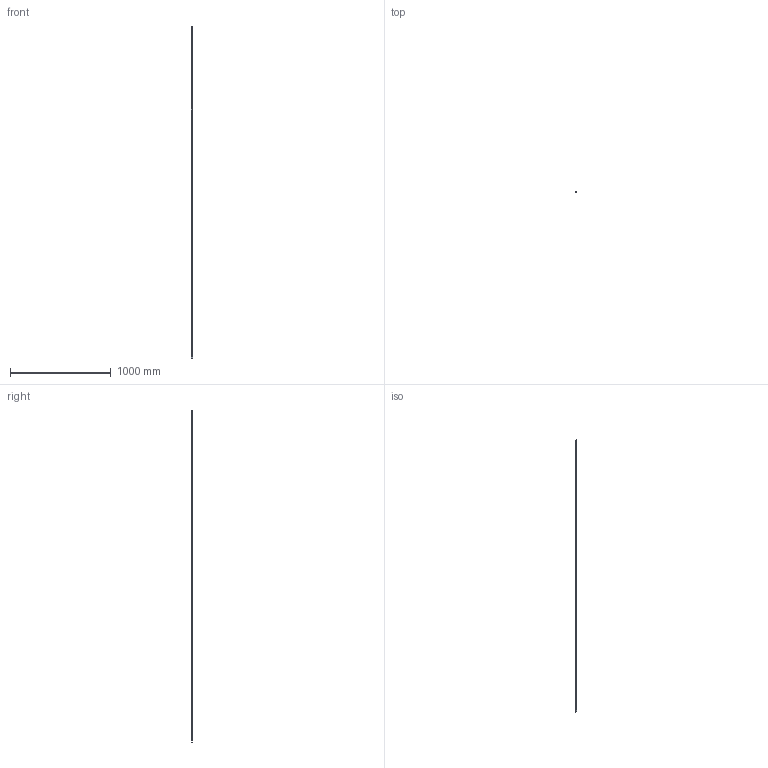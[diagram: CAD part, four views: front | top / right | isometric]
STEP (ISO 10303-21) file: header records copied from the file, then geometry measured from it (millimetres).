
FILE_DESCRIPTION (( 'STEP AP203' ), '1' );
FILE_NAME ('6008.step', '2022-04-27T08:05:56', ( '' ), ( '' ), 'SwSTEP 2.0', 'SolidWorks 2018', '' );
FILE_SCHEMA (( 'CONFIG_CONTROL_DESIGN' ));
Length unit declared in the file: millimetre
Products named in the file (1): 6008
Bounding box: 16 x 8 x 3300 mm (x, y, z)
Volume: 343089.5 mm3; surface area: 139864.2 mm2
Topology: 1 solids, 1 shells, 545 faces, 1566 edges, 1044 vertices
Faces by surface type: plane 269, cylinder 164, bspline 112
Entity records: 23473 total; most frequent: CARTESIAN_POINT 9548, ORIENTED_EDGE 3132, DIRECTION 2538, EDGE_CURVE 1566, VERTEX_POINT 1044, VECTOR 1014, LINE 1014, AXIS2_PLACEMENT_3D 762
